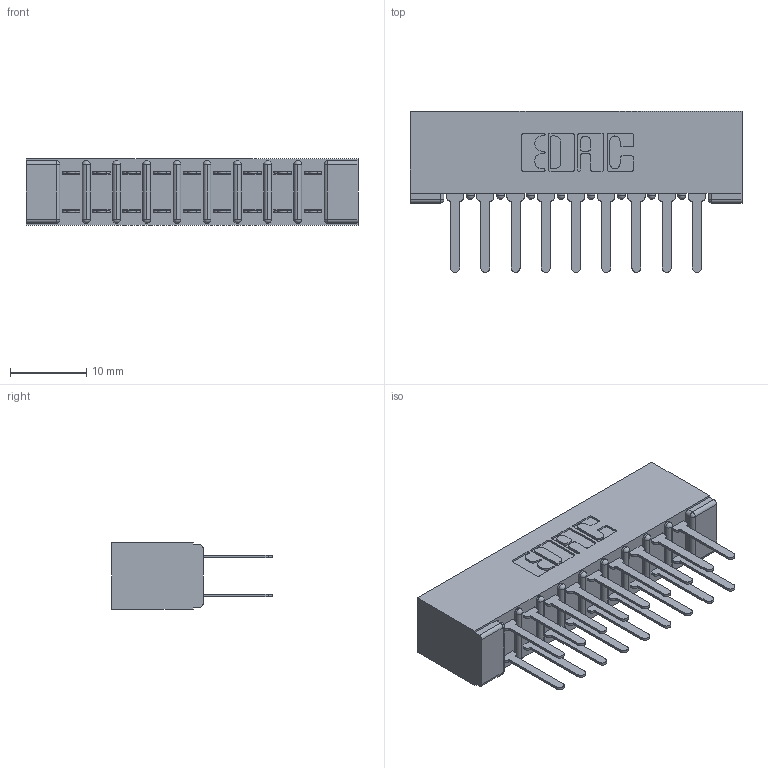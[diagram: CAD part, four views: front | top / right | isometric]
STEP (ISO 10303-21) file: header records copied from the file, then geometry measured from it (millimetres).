
FILE_DESCRIPTION (( 'STEP AP203' ), '1' );
FILE_NAME ('307-018-422-201.STEP', '2020-09-28T18:21:35', ( '' ), ( '' ), 'SwSTEP 2.0', 'SolidWorks 2020', '' );
FILE_SCHEMA (( 'CONFIG_CONTROL_DESIGN' ));
Length unit declared in the file: inch
Products named in the file (3): 307-290-001_522; 307 Part_No Mounting Lugs; 307-018-422-201
Assembly tree (19 placements, depth 2):
  307-018-422-201
    307 Part_No Mounting Lugs
    307-290-001_522  x18
Bounding box: 43.54 x 21.11 x 8.71 mm (x, y, z)
Volume: 3121 mm3; surface area: 5508.2 mm2
Topology: 19 solids, 19 shells, 948 faces, 2639 edges, 1706 vertices
Faces by surface type: plane 624, cylinder 304, sphere 20
Entity records: 11762 total; most frequent: CARTESIAN_POINT 1929, ORIENTED_EDGE 1906, DIRECTION 1903, EDGE_CURVE 953, VECTOR 719, LINE 719, VERTEX_POINT 618, AXIS2_PLACEMENT_3D 592
